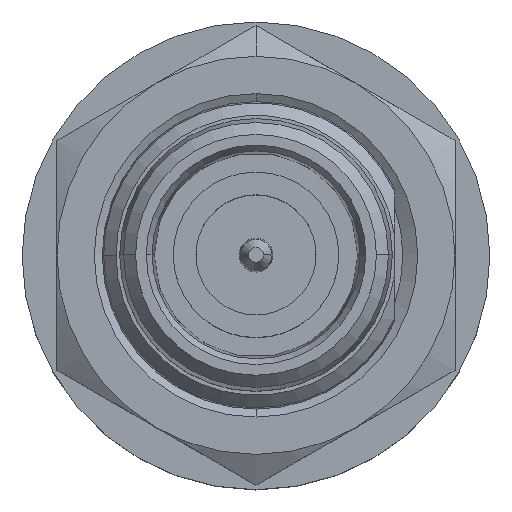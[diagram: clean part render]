
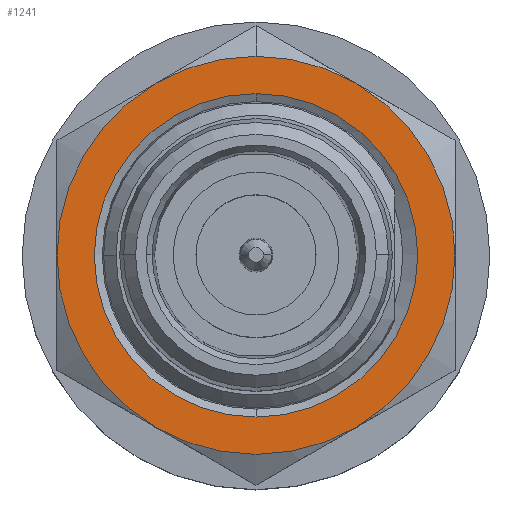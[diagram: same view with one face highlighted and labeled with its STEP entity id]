
A CAD part, top view. The second image highlights one B-rep face of the part: STEP entity #1241.
In plain terms, the highlighted planar face has unit normal (0, 0, 1).
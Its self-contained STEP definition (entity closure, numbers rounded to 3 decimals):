
#7 = DIRECTION ( 'NONE',  ( 0., 1., 0. ) ) ;
#234 = DIRECTION ( 'NONE',  ( 0., 1., 0. ) ) ;
#371 = DIRECTION ( 'NONE',  ( 0., 1., 0. ) ) ;
#518 = DIRECTION ( 'NONE',  ( 0., 0., -1. ) ) ;
#708 = CARTESIAN_POINT ( 'NONE',  ( 0., 0., -11.7 ) ) ;
#846 = VERTEX_POINT ( 'NONE', #13119 ) ;
#941 = PLANE ( 'NONE',  #12585 ) ;
#1241 = ADVANCED_FACE ( 'NONE', ( #13690, #24277 ), #941, .F. ) ;
#1675 = EDGE_CURVE ( 'NONE', #20027, #9104, #15533, .T. ) ;
#2435 = ORIENTED_EDGE ( 'NONE', *, *, #2642, .F. ) ;
#2517 = AXIS2_PLACEMENT_3D ( 'NONE', #4433, #4403, #4316 ) ;
#2642 = EDGE_CURVE ( 'NONE', #11931, #12366, #22330, .T. ) ;
#2715 = AXIS2_PLACEMENT_3D ( 'NONE', #4732, #15711, #11741 ) ;
#3503 = EDGE_CURVE ( 'NONE', #15495, #20368, #24881, .T. ) ;
#4316 = DIRECTION ( 'NONE',  ( 0., 1., 0. ) ) ;
#4403 = DIRECTION ( 'NONE',  ( 0., 0., -1. ) ) ;
#4420 = DIRECTION ( 'NONE',  ( 0., 0., -1. ) ) ;
#4433 = CARTESIAN_POINT ( 'NONE',  ( 0., 0., -11.7 ) ) ;
#4571 = AXIS2_PLACEMENT_3D ( 'NONE', #23860, #11956, #7 ) ;
#4732 = CARTESIAN_POINT ( 'NONE',  ( 0., 0., -11.7 ) ) ;
#4903 = EDGE_CURVE ( 'NONE', #20368, #16395, #16572, .T. ) ;
#5509 = DIRECTION ( 'NONE',  ( 0., 1., 0. ) ) ;
#5682 = CARTESIAN_POINT ( 'NONE',  ( 0., 0., -11.7 ) ) ;
#5737 = EDGE_CURVE ( 'NONE', #12366, #16632, #19304, .T. ) ;
#5896 = DIRECTION ( 'NONE',  ( 0., 0., -1. ) ) ;
#6937 = DIRECTION ( 'NONE',  ( 0., 0., -1. ) ) ;
#7174 = DIRECTION ( 'NONE',  ( 0., 0., -1. ) ) ;
#7274 = CARTESIAN_POINT ( 'NONE',  ( -4., -6.928, -11.7 ) ) ;
#7445 = EDGE_LOOP ( 'NONE', ( #11607, #25813, #2435, #24369, #23205, #20505, #23811 ) ) ;
#7864 = CIRCLE ( 'NONE', #11646, 8. ) ;
#9099 = EDGE_CURVE ( 'NONE', #846, #15495, #7864, .T. ) ;
#9104 = VERTEX_POINT ( 'NONE', #15822 ) ;
#9479 = CARTESIAN_POINT ( 'NONE',  ( 0., 0., -11.7 ) ) ;
#9743 = EDGE_CURVE ( 'NONE', #16632, #846, #24273, .T. ) ;
#9847 = EDGE_CURVE ( 'NONE', #16395, #11931, #16494, .T. ) ;
#10796 = AXIS2_PLACEMENT_3D ( 'NONE', #708, #518, #371 ) ;
#10990 = ORIENTED_EDGE ( 'NONE', *, *, #1675, .T. ) ;
#11489 = DIRECTION ( 'NONE',  ( 0., 1., 0. ) ) ;
#11607 = ORIENTED_EDGE ( 'NONE', *, *, #9743, .F. ) ;
#11646 = AXIS2_PLACEMENT_3D ( 'NONE', #17843, #5896, #19859 ) ;
#11741 = DIRECTION ( 'NONE',  ( 0., 1., 0. ) ) ;
#11931 = VERTEX_POINT ( 'NONE', #14592 ) ;
#11956 = DIRECTION ( 'NONE',  ( 0., 0., -1. ) ) ;
#12193 = AXIS2_PLACEMENT_3D ( 'NONE', #9479, #23403, #11489 ) ;
#12366 = VERTEX_POINT ( 'NONE', #15340 ) ;
#12585 = AXIS2_PLACEMENT_3D ( 'NONE', #12878, #4420, #24604 ) ;
#12878 = CARTESIAN_POINT ( 'NONE',  ( 0., -8., -11.7 ) ) ;
#12891 = EDGE_CURVE ( 'NONE', #9104, #20027, #18371, .T. ) ;
#12989 = CARTESIAN_POINT ( 'NONE',  ( 4., 6.928, -11.7 ) ) ;
#13119 = CARTESIAN_POINT ( 'NONE',  ( 8., 0., -11.7 ) ) ;
#13690 = FACE_OUTER_BOUND ( 'NONE', #7445, .T. ) ;
#14592 = CARTESIAN_POINT ( 'NONE',  ( -4., 6.928, -11.7 ) ) ;
#15340 = CARTESIAN_POINT ( 'NONE',  ( 0., 8., -11.7 ) ) ;
#15495 = VERTEX_POINT ( 'NONE', #23585 ) ;
#15533 = CIRCLE ( 'NONE', #18264, 6.5 ) ;
#15711 = DIRECTION ( 'NONE',  ( 0., 0., -1. ) ) ;
#15822 = CARTESIAN_POINT ( 'NONE',  ( 0., 6.5, -11.7 ) ) ;
#16305 = AXIS2_PLACEMENT_3D ( 'NONE', #25575, #25387, #234 ) ;
#16395 = VERTEX_POINT ( 'NONE', #22406 ) ;
#16494 = CIRCLE ( 'NONE', #4571, 8. ) ;
#16572 = CIRCLE ( 'NONE', #2517, 8. ) ;
#16632 = VERTEX_POINT ( 'NONE', #12989 ) ;
#17843 = CARTESIAN_POINT ( 'NONE',  ( 0., 0., -11.7 ) ) ;
#18264 = AXIS2_PLACEMENT_3D ( 'NONE', #5682, #6937, #5509 ) ;
#18371 = CIRCLE ( 'NONE', #12193, 6.5 ) ;
#19101 = CARTESIAN_POINT ( 'NONE',  ( 0., 0., -11.7 ) ) ;
#19304 = CIRCLE ( 'NONE', #2715, 8. ) ;
#19859 = DIRECTION ( 'NONE',  ( 0., 1., 0. ) ) ;
#20027 = VERTEX_POINT ( 'NONE', #21594 ) ;
#20368 = VERTEX_POINT ( 'NONE', #7274 ) ;
#20505 = ORIENTED_EDGE ( 'NONE', *, *, #3503, .F. ) ;
#21121 = DIRECTION ( 'NONE',  ( 0., 1., 0. ) ) ;
#21594 = CARTESIAN_POINT ( 'NONE',  ( 0., -6.5, -11.7 ) ) ;
#22330 = CIRCLE ( 'NONE', #10796, 8. ) ;
#22406 = CARTESIAN_POINT ( 'NONE',  ( -8., 0., -11.7 ) ) ;
#22971 = ORIENTED_EDGE ( 'NONE', *, *, #12891, .T. ) ;
#23205 = ORIENTED_EDGE ( 'NONE', *, *, #4903, .F. ) ;
#23355 = EDGE_LOOP ( 'NONE', ( #10990, #22971 ) ) ;
#23403 = DIRECTION ( 'NONE',  ( 0., 0., -1. ) ) ;
#23585 = CARTESIAN_POINT ( 'NONE',  ( 4., -6.928, -11.7 ) ) ;
#23739 = AXIS2_PLACEMENT_3D ( 'NONE', #19101, #7174, #21121 ) ;
#23811 = ORIENTED_EDGE ( 'NONE', *, *, #9099, .F. ) ;
#23860 = CARTESIAN_POINT ( 'NONE',  ( 0., 0., -11.7 ) ) ;
#24273 = CIRCLE ( 'NONE', #23739, 8. ) ;
#24277 = FACE_BOUND ( 'NONE', #23355, .T. ) ;
#24369 = ORIENTED_EDGE ( 'NONE', *, *, #9847, .F. ) ;
#24604 = DIRECTION ( 'NONE',  ( 0., 1., 0. ) ) ;
#24881 = CIRCLE ( 'NONE', #16305, 8. ) ;
#25387 = DIRECTION ( 'NONE',  ( 0., 0., -1. ) ) ;
#25575 = CARTESIAN_POINT ( 'NONE',  ( 0., 0., -11.7 ) ) ;
#25813 = ORIENTED_EDGE ( 'NONE', *, *, #5737, .F. ) ;
